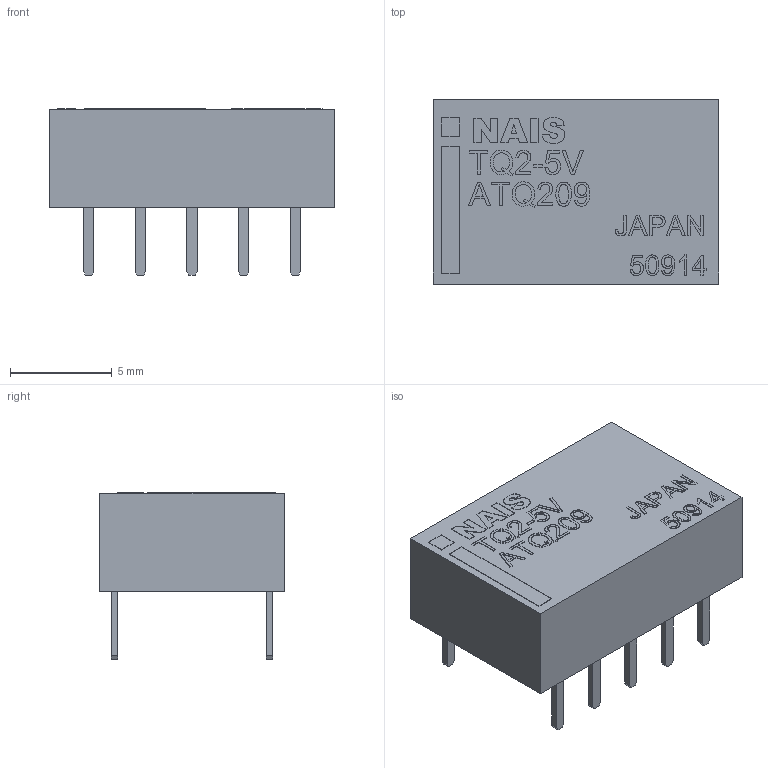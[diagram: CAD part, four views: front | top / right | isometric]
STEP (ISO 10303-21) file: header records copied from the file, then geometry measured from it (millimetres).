
FILE_DESCRIPTION(/* description */ ('Unknown'),/* implementation_level */ '2;1');
FILE_NAME(/* name */ 'Relay - FRT5-DC5V',/* time_stamp */ '2021-02-24T12:48:57-05:00',/* author */ ('Unknown'),/* organization */ ('Unknown'),/* preprocessor_version */ 'ST-DEVELOPER v16.7',/* originating_system */ 'Solid Edge',/* authorisation */ 'Unknown');
FILE_SCHEMA (('AUTOMOTIVE_DESIGN {1 0 10303 214 3 1 1}'));
Length unit declared in the file: millimetre
Products named in the file (1): Relay - FRT5-DC5V
Bounding box: 14.05 x 9.07 x 8.2 mm (x, y, z)
Volume: 620.7 mm3; surface area: 548.4 mm2
Topology: 1 solids, 21 shells, 484 faces, 1176 edges, 784 vertices
Faces by surface type: plane 399, bspline 76, cylinder 9
Entity records: 20609 total; most frequent: CARTESIAN_POINT 6723, ORIENTED_EDGE 2332, DIRECTION 1664, EDGE_CURVE 1166, LINE 810, VECTOR 810, VERTEX_POINT 784, EDGE_LOOP 556
